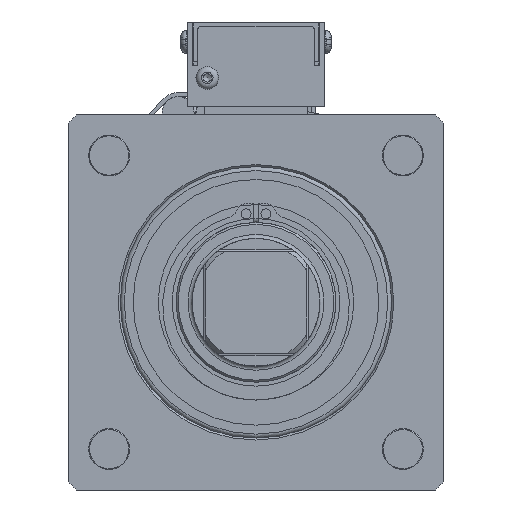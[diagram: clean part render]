
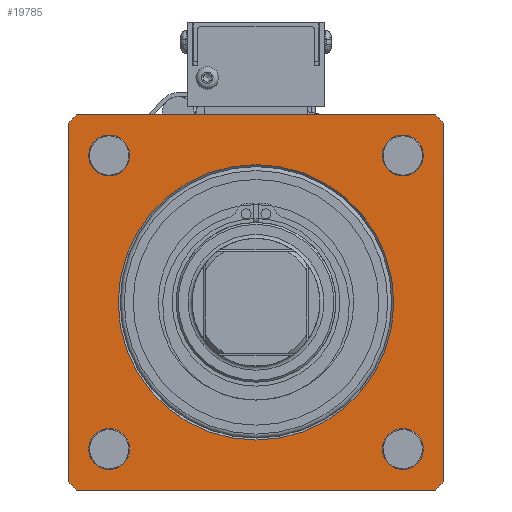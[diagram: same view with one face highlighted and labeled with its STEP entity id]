
A CAD part, front view. The second image highlights one B-rep face of the part: STEP entity #19785.
In plain terms, the highlighted planar face has unit normal (0, -1, 0).
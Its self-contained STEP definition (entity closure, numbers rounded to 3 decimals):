
#378=FACE_BOUND('',#2684,.T.);
#379=FACE_BOUND('',#2685,.T.);
#380=FACE_BOUND('',#2686,.T.);
#381=FACE_BOUND('',#2687,.T.);
#382=FACE_BOUND('',#2688,.T.);
#568=PLANE('',#21120);
#1539=FACE_OUTER_BOUND('',#2683,.T.);
#2683=EDGE_LOOP('',(#14175,#14176,#14177,#14178,#14179,#14180,#14181,#14182));
#2684=EDGE_LOOP('',(#14183));
#2685=EDGE_LOOP('',(#14184));
#2686=EDGE_LOOP('',(#14185));
#2687=EDGE_LOOP('',(#14186));
#2688=EDGE_LOOP('',(#14187));
#3847=CIRCLE('',#21051,65.);
#3856=CIRCLE('',#21064,65.);
#3858=CIRCLE('',#21067,65.);
#3859=CIRCLE('',#21069,65.);
#3879=CIRCLE('',#21105,5.125);
#3880=CIRCLE('',#21107,5.125);
#3883=CIRCLE('',#21112,5.125);
#3885=CIRCLE('',#21116,5.125);
#3888=CIRCLE('',#21121,34.5);
#4793=LINE('',#30404,#6586);
#4797=LINE('',#30410,#6590);
#4801=LINE('',#30416,#6594);
#4805=LINE('',#30422,#6598);
#6586=VECTOR('',#23641,10.);
#6590=VECTOR('',#23649,10.);
#6594=VECTOR('',#23657,10.);
#6598=VECTOR('',#23665,10.);
#8508=VERTEX_POINT('',#30341);
#8509=VERTEX_POINT('',#30343);
#8523=VERTEX_POINT('',#30376);
#8526=VERTEX_POINT('',#30381);
#8527=VERTEX_POINT('',#30385);
#8530=VERTEX_POINT('',#30390);
#8532=VERTEX_POINT('',#30395);
#8533=VERTEX_POINT('',#30397);
#8551=VERTEX_POINT('',#30471);
#8552=VERTEX_POINT('',#30475);
#8555=VERTEX_POINT('',#30485);
#8557=VERTEX_POINT('',#30493);
#8560=VERTEX_POINT('',#30503);
#10609=EDGE_CURVE('',#8508,#8509,#3847,.T.);
#10627=EDGE_CURVE('',#8526,#8523,#3856,.T.);
#10631=EDGE_CURVE('',#8530,#8527,#3858,.T.);
#10633=EDGE_CURVE('',#8532,#8533,#3859,.T.);
#10637=EDGE_CURVE('',#8530,#8509,#4793,.T.);
#10641=EDGE_CURVE('',#8526,#8533,#4797,.T.);
#10645=EDGE_CURVE('',#8532,#8527,#4801,.T.);
#10649=EDGE_CURVE('',#8508,#8523,#4805,.T.);
#10673=EDGE_CURVE('',#8551,#8551,#3879,.T.);
#10675=EDGE_CURVE('',#8552,#8552,#3880,.T.);
#10680=EDGE_CURVE('',#8555,#8555,#3883,.T.);
#10684=EDGE_CURVE('',#8557,#8557,#3885,.T.);
#10689=EDGE_CURVE('',#8560,#8560,#3888,.T.);
#14175=ORIENTED_EDGE('',*,*,#10649,.T.);
#14176=ORIENTED_EDGE('',*,*,#10627,.F.);
#14177=ORIENTED_EDGE('',*,*,#10641,.T.);
#14178=ORIENTED_EDGE('',*,*,#10633,.F.);
#14179=ORIENTED_EDGE('',*,*,#10645,.T.);
#14180=ORIENTED_EDGE('',*,*,#10631,.F.);
#14181=ORIENTED_EDGE('',*,*,#10637,.T.);
#14182=ORIENTED_EDGE('',*,*,#10609,.F.);
#14183=ORIENTED_EDGE('',*,*,#10673,.T.);
#14184=ORIENTED_EDGE('',*,*,#10675,.T.);
#14185=ORIENTED_EDGE('',*,*,#10680,.T.);
#14186=ORIENTED_EDGE('',*,*,#10684,.T.);
#14187=ORIENTED_EDGE('',*,*,#10689,.F.);
#19785=ADVANCED_FACE('',(#1539,#378,#379,#380,#381,#382),#568,.T.);
#21051=AXIS2_PLACEMENT_3D('',#30344,#23585,#23586);
#21064=AXIS2_PLACEMENT_3D('',#30383,#23620,#23621);
#21067=AXIS2_PLACEMENT_3D('',#30392,#23628,#23629);
#21069=AXIS2_PLACEMENT_3D('',#30398,#23633,#23634);
#21105=AXIS2_PLACEMENT_3D('',#30472,#23725,#23726);
#21107=AXIS2_PLACEMENT_3D('',#30476,#23730,#23731);
#21112=AXIS2_PLACEMENT_3D('',#30486,#23742,#23743);
#21116=AXIS2_PLACEMENT_3D('',#30494,#23752,#23753);
#21120=AXIS2_PLACEMENT_3D('',#30502,#23762,#23763);
#21121=AXIS2_PLACEMENT_3D('',#30504,#23764,#23765);
#23585=DIRECTION('center_axis',(0.,1.,0.));
#23586=DIRECTION('ref_axis',(1.,0.,0.));
#23620=DIRECTION('center_axis',(0.,1.,0.));
#23621=DIRECTION('ref_axis',(1.,0.,0.));
#23628=DIRECTION('center_axis',(0.,1.,0.));
#23629=DIRECTION('ref_axis',(1.,0.,0.));
#23633=DIRECTION('center_axis',(0.,1.,0.));
#23634=DIRECTION('ref_axis',(1.,0.,0.));
#23641=DIRECTION('',(1.,0.,0.));
#23649=DIRECTION('',(-1.,0.,0.));
#23657=DIRECTION('',(0.,0.,-1.));
#23665=DIRECTION('',(0.,0.,1.));
#23725=DIRECTION('center_axis',(0.,1.,0.));
#23726=DIRECTION('ref_axis',(1.,0.,0.));
#23730=DIRECTION('center_axis',(0.,1.,0.));
#23731=DIRECTION('ref_axis',(0.,0.,
-1.));
#23742=DIRECTION('center_axis',(0.,1.,0.));
#23743=DIRECTION('ref_axis',(-1.,0.,0.));
#23752=DIRECTION('center_axis',(0.,1.,0.));
#23753=DIRECTION('ref_axis',(0.,0.,
1.));
#23762=DIRECTION('center_axis',(0.,-1.,0.));
#23763=DIRECTION('ref_axis',(0.,0.,-1.));
#23764=DIRECTION('center_axis',(0.,-1.,0.));
#23765=DIRECTION('ref_axis',(1.,0.,0.));
#30341=CARTESIAN_POINT('',(47.,0.,-44.9));
#30343=CARTESIAN_POINT('',(44.9,0.,-47.));
#30344=CARTESIAN_POINT('Origin',(0.,0.,
0.));
#30376=CARTESIAN_POINT('',(47.,0.,44.9));
#30381=CARTESIAN_POINT('',(44.9,0.,47.));
#30383=CARTESIAN_POINT('Origin',(0.,0.,
0.));
#30385=CARTESIAN_POINT('',(-47.,0.,-44.9));
#30390=CARTESIAN_POINT('',(-44.9,0.,-47.));
#30392=CARTESIAN_POINT('Origin',(0.,0.,
0.));
#30395=CARTESIAN_POINT('',(-47.,0.,44.9));
#30397=CARTESIAN_POINT('',(-44.9,0.,47.));
#30398=CARTESIAN_POINT('Origin',(0.,0.,
0.));
#30404=CARTESIAN_POINT('',(-54.95,0.,-47.));
#30410=CARTESIAN_POINT('',(-10.05,0.,47.));
#30416=CARTESIAN_POINT('',(-47.,0.,22.45));
#30422=CARTESIAN_POINT('',(47.,0.,-22.45));
#30471=CARTESIAN_POINT('',(31.645,0.,36.77));
#30472=CARTESIAN_POINT('Origin',(36.77,0.,36.77));
#30475=CARTESIAN_POINT('',(36.77,0.,-31.645));
#30476=CARTESIAN_POINT('Origin',(36.77,0.,-36.77));
#30485=CARTESIAN_POINT('',(-31.645,0.,-36.77));
#30486=CARTESIAN_POINT('Origin',(-36.77,0.,-36.77));
#30493=CARTESIAN_POINT('',(-36.77,0.,31.645));
#30494=CARTESIAN_POINT('Origin',(-36.77,0.,36.77));
#30502=CARTESIAN_POINT('Origin',(-65.,0.,0.));
#30503=CARTESIAN_POINT('',(-34.5,0.,0.));
#30504=CARTESIAN_POINT('Origin',(0.,0.,
0.));
